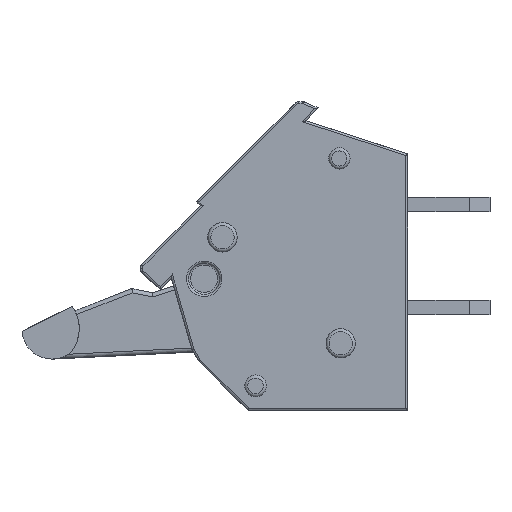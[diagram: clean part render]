
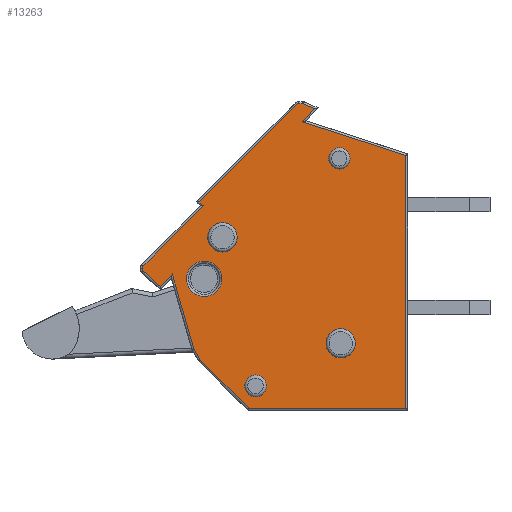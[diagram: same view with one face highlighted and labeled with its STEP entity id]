
A CAD part, left-side view. The second image highlights one B-rep face of the part: STEP entity #13263.
In plain terms, the highlighted planar face has unit normal (-1, 0, 0).
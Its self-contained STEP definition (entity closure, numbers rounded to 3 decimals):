
#86=FACE_BOUND('',#2121,.T.);
#87=FACE_BOUND('',#2122,.T.);
#88=FACE_BOUND('',#2123,.T.);
#89=FACE_BOUND('',#2124,.T.);
#90=FACE_BOUND('',#2125,.T.);
#1327=FACE_OUTER_BOUND('',#2120,.T.);
#2120=EDGE_LOOP('',(#11774,#11775,#11776,#11777,#11778,#11779,#11780,#11781,
#11782,#11783,#11784,#11785,#11786,#11787,#11788,#11789,#11790,#11791,#11792));
#2121=EDGE_LOOP('',(#11793));
#2122=EDGE_LOOP('',(#11794));
#2123=EDGE_LOOP('',(#11795));
#2124=EDGE_LOOP('',(#11796));
#2125=EDGE_LOOP('',(#11797));
#3520=LINE('',#22154,#4925);
#3521=LINE('',#22158,#4926);
#3522=LINE('',#22162,#4927);
#3523=LINE('',#22164,#4928);
#3524=LINE('',#22166,#4929);
#3525=LINE('',#22170,#4930);
#3526=LINE('',#22174,#4931);
#3527=LINE('',#22176,#4932);
#3528=LINE('',#22178,#4933);
#3529=LINE('',#22180,#4934);
#3530=LINE('',#22182,#4935);
#3531=LINE('',#22184,#4936);
#3532=LINE('',#22186,#4937);
#3533=LINE('',#22188,#4938);
#3534=LINE('',#22189,#4939);
#4925=VECTOR('',#18147,10.);
#4926=VECTOR('',#18150,10.);
#4927=VECTOR('',#18153,10.);
#4928=VECTOR('',#18154,10.);
#4929=VECTOR('',#18155,10.);
#4930=VECTOR('',#18158,10.);
#4931=VECTOR('',#18161,10.);
#4932=VECTOR('',#18162,10.);
#4933=VECTOR('',#18163,10.);
#4934=VECTOR('',#18164,10.);
#4935=VECTOR('',#18165,10.);
#4936=VECTOR('',#18166,10.);
#4937=VECTOR('',#18167,10.);
#4938=VECTOR('',#18168,10.);
#4939=VECTOR('',#18169,10.);
#5212=CIRCLE('',#14471,0.861);
#5216=CIRCLE('',#14477,0.15);
#5217=CIRCLE('',#14478,0.15);
#5218=CIRCLE('',#14479,0.15);
#5219=CIRCLE('',#14480,0.15);
#5220=CIRCLE('',#14481,0.715);
#5221=CIRCLE('',#14482,0.531);
#5222=CIRCLE('',#14483,0.518);
#5223=CIRCLE('',#14484,0.71);
#6341=VERTEX_POINT('',#22142);
#6344=VERTEX_POINT('',#22152);
#6345=VERTEX_POINT('',#22153);
#6346=VERTEX_POINT('',#22155);
#6347=VERTEX_POINT('',#22157);
#6348=VERTEX_POINT('',#22159);
#6349=VERTEX_POINT('',#22161);
#6350=VERTEX_POINT('',#22163);
#6351=VERTEX_POINT('',#22165);
#6352=VERTEX_POINT('',#22167);
#6353=VERTEX_POINT('',#22169);
#6354=VERTEX_POINT('',#22171);
#6355=VERTEX_POINT('',#22173);
#6356=VERTEX_POINT('',#22175);
#6357=VERTEX_POINT('',#22177);
#6358=VERTEX_POINT('',#22179);
#6359=VERTEX_POINT('',#22181);
#6360=VERTEX_POINT('',#22183);
#6361=VERTEX_POINT('',#22185);
#6362=VERTEX_POINT('',#22187);
#6363=VERTEX_POINT('',#22190);
#6364=VERTEX_POINT('',#22192);
#6365=VERTEX_POINT('',#22194);
#6366=VERTEX_POINT('',#22196);
#8160=EDGE_CURVE('',#6341,#6341,#5212,.T.);
#8165=EDGE_CURVE('',#6344,#6345,#3520,.T.);
#8166=EDGE_CURVE('',#6346,#6344,#5216,.T.);
#8167=EDGE_CURVE('',#6347,#6346,#3521,.T.);
#8168=EDGE_CURVE('',#6348,#6347,#5217,.T.);
#8169=EDGE_CURVE('',#6349,#6348,#3522,.T.);
#8170=EDGE_CURVE('',#6350,#6349,#3523,.T.);
#8171=EDGE_CURVE('',#6351,#6350,#3524,.T.);
#8172=EDGE_CURVE('',#6352,#6351,#5218,.T.);
#8173=EDGE_CURVE('',#6353,#6352,#3525,.T.);
#8174=EDGE_CURVE('',#6354,#6353,#5219,.T.);
#8175=EDGE_CURVE('',#6355,#6354,#3526,.T.);
#8176=EDGE_CURVE('',#6356,#6355,#3527,.T.);
#8177=EDGE_CURVE('',#6357,#6356,#3528,.T.);
#8178=EDGE_CURVE('',#6358,#6357,#3529,.T.);
#8179=EDGE_CURVE('',#6359,#6358,#3530,.T.);
#8180=EDGE_CURVE('',#6360,#6359,#3531,.T.);
#8181=EDGE_CURVE('',#6361,#6360,#3532,.T.);
#8182=EDGE_CURVE('',#6362,#6361,#3533,.T.);
#8183=EDGE_CURVE('',#6345,#6362,#3534,.T.);
#8184=EDGE_CURVE('',#6363,#6363,#5220,.T.);
#8185=EDGE_CURVE('',#6364,#6364,#5221,.T.);
#8186=EDGE_CURVE('',#6365,#6365,#5222,.T.);
#8187=EDGE_CURVE('',#6366,#6366,#5223,.T.);
#11774=ORIENTED_EDGE('',*,*,#8165,.F.);
#11775=ORIENTED_EDGE('',*,*,#8166,.F.);
#11776=ORIENTED_EDGE('',*,*,#8167,.F.);
#11777=ORIENTED_EDGE('',*,*,#8168,.F.);
#11778=ORIENTED_EDGE('',*,*,#8169,.F.);
#11779=ORIENTED_EDGE('',*,*,#8170,.F.);
#11780=ORIENTED_EDGE('',*,*,#8171,.F.);
#11781=ORIENTED_EDGE('',*,*,#8172,.F.);
#11782=ORIENTED_EDGE('',*,*,#8173,.F.);
#11783=ORIENTED_EDGE('',*,*,#8174,.F.);
#11784=ORIENTED_EDGE('',*,*,#8175,.F.);
#11785=ORIENTED_EDGE('',*,*,#8176,.F.);
#11786=ORIENTED_EDGE('',*,*,#8177,.F.);
#11787=ORIENTED_EDGE('',*,*,#8178,.F.);
#11788=ORIENTED_EDGE('',*,*,#8179,.F.);
#11789=ORIENTED_EDGE('',*,*,#8180,.F.);
#11790=ORIENTED_EDGE('',*,*,#8181,.F.);
#11791=ORIENTED_EDGE('',*,*,#8182,.F.);
#11792=ORIENTED_EDGE('',*,*,#8183,.F.);
#11793=ORIENTED_EDGE('',*,*,#8184,.T.);
#11794=ORIENTED_EDGE('',*,*,#8185,.T.);
#11795=ORIENTED_EDGE('',*,*,#8186,.T.);
#11796=ORIENTED_EDGE('',*,*,#8187,.T.);
#11797=ORIENTED_EDGE('',*,*,#8160,.F.);
#12531=PLANE('',#14476);
#13263=ADVANCED_FACE('',(#1327,#86,#87,#88,#89,#90),#12531,.T.);
#14471=AXIS2_PLACEMENT_3D('',#22143,#18134,#18135);
#14476=AXIS2_PLACEMENT_3D('',#22151,#18145,#18146);
#14477=AXIS2_PLACEMENT_3D('',#22156,#18148,#18149);
#14478=AXIS2_PLACEMENT_3D('',#22160,#18151,#18152);
#14479=AXIS2_PLACEMENT_3D('',#22168,#18156,#18157);
#14480=AXIS2_PLACEMENT_3D('',#22172,#18159,#18160);
#14481=AXIS2_PLACEMENT_3D('',#22191,#18170,#18171);
#14482=AXIS2_PLACEMENT_3D('',#22193,#18172,#18173);
#14483=AXIS2_PLACEMENT_3D('',#22195,#18174,#18175);
#14484=AXIS2_PLACEMENT_3D('',#22197,#18176,#18177);
#18134=DIRECTION('center_axis',(-1.,0.,0.));
#18135=DIRECTION('ref_axis',(0.,0.,-1.));
#18145=DIRECTION('center_axis',(-1.,0.,0.));
#18146=DIRECTION('ref_axis',(0.,0.,1.));
#18147=DIRECTION('',(0.,-0.924,-0.383));
#18148=DIRECTION('center_axis',(1.,0.,0.));
#18149=DIRECTION('ref_axis',(0.,-0.195,0.981));
#18150=DIRECTION('',(0.,-1.,0.));
#18151=DIRECTION('center_axis',(1.,0.,0.));
#18152=DIRECTION('ref_axis',(0.,0.383,0.924));
#18153=DIRECTION('',(0.,-0.706,0.708));
#18154=DIRECTION('',(0.,0.708,0.706));
#18155=DIRECTION('',(0.,-0.706,0.708));
#18156=DIRECTION('center_axis',(1.,0.,0.));
#18157=DIRECTION('ref_axis',(0.,0.924,0.382));
#18158=DIRECTION('',(0.,0.,1.));
#18159=DIRECTION('center_axis',(1.,0.,0.));
#18160=DIRECTION('ref_axis',(0.,0.915,-0.403));
#18161=DIRECTION('',(0.,0.737,0.676));
#18162=DIRECTION('',(0.,0.676,-0.737));
#18163=DIRECTION('',(0.,0.278,0.96));
#18164=DIRECTION('',(0.,0.504,0.864));
#18165=DIRECTION('',(0.,0.708,0.706));
#18166=DIRECTION('',(0.,1.,0.));
#18167=DIRECTION('',(0.,0.,-1.));
#18168=DIRECTION('',(0.,-0.951,-0.309));
#18169=DIRECTION('',(0.,0.676,-0.737));
#18170=DIRECTION('center_axis',(1.,0.,0.));
#18171=DIRECTION('ref_axis',(0.,0.,-1.));
#18172=DIRECTION('center_axis',(1.,0.,0.));
#18173=DIRECTION('ref_axis',(0.,0.,-1.));
#18174=DIRECTION('center_axis',(1.,0.,0.));
#18175=DIRECTION('ref_axis',(0.,0.,-1.));
#18176=DIRECTION('center_axis',(1.,0.,0.));
#18177=DIRECTION('ref_axis',(0.,0.,-1.));
#22142=CARTESIAN_POINT('',(-3.45,9.882,-0.244));
#22143=CARTESIAN_POINT('Origin',(-3.45,9.882,-1.105));
#22151=CARTESIAN_POINT('Origin',(-3.45,0.252,-1.222));
#22152=CARTESIAN_POINT('',(-3.45,5.062,7.389));
#22153=CARTESIAN_POINT('',(-3.45,4.514,7.161));
#22154=CARTESIAN_POINT('',(-3.45,1.146,5.763));
#22155=CARTESIAN_POINT('',(-3.45,5.119,7.4));
#22156=CARTESIAN_POINT('Origin',(-3.45,5.119,7.25));
#22157=CARTESIAN_POINT('',(-3.45,5.289,7.4));
#22158=CARTESIAN_POINT('',(-3.45,2.686,7.4));
#22159=CARTESIAN_POINT('',(-3.45,5.396,7.356));
#22160=CARTESIAN_POINT('Origin',(-3.45,5.289,7.25));
#22161=CARTESIAN_POINT('',(-3.45,10.113,2.627));
#22162=CARTESIAN_POINT('',(-3.45,6.257,6.492));
#22163=CARTESIAN_POINT('',(-3.45,9.93,2.444));
#22164=CARTESIAN_POINT('',(-3.45,6.715,-0.763));
#22165=CARTESIAN_POINT('',(-3.45,12.856,-0.489));
#22166=CARTESIAN_POINT('',(-3.45,8.468,3.91));
#22167=CARTESIAN_POINT('',(-3.45,12.9,-0.595));
#22168=CARTESIAN_POINT('Origin',(-3.45,12.75,-0.595));
#22169=CARTESIAN_POINT('',(-3.45,12.9,-0.623));
#22170=CARTESIAN_POINT('',(-3.45,12.9,-0.908));
#22171=CARTESIAN_POINT('',(-3.45,12.851,-0.733));
#22172=CARTESIAN_POINT('Origin',(-3.45,12.75,-0.623));
#22173=CARTESIAN_POINT('',(-3.45,12.013,-1.502));
#22174=CARTESIAN_POINT('',(-3.45,9.306,-3.983));
#22175=CARTESIAN_POINT('',(-3.45,11.436,-0.872));
#22176=CARTESIAN_POINT('',(-3.45,9.292,1.467));
#22177=CARTESIAN_POINT('',(-3.45,10.375,-4.532));
#22178=CARTESIAN_POINT('',(-3.45,10.931,-2.614));
#22179=CARTESIAN_POINT('',(-3.45,10.088,-5.023));
#22180=CARTESIAN_POINT('',(-3.45,9.812,-5.495));
#22181=CARTESIAN_POINT('',(-3.45,7.705,-7.4));
#22182=CARTESIAN_POINT('',(-3.45,8.578,-6.53));
#22183=CARTESIAN_POINT('',(-3.45,0.1,-7.4));
#22184=CARTESIAN_POINT('',(-3.45,0.376,-7.4));
#22185=CARTESIAN_POINT('',(-3.45,0.1,4.89));
#22186=CARTESIAN_POINT('',(-3.45,0.1,-4.361));
#22187=CARTESIAN_POINT('',(-3.45,5.104,6.518));
#22188=CARTESIAN_POINT('',(-3.45,-0.765,4.608));
#22189=CARTESIAN_POINT('',(-3.45,5.871,5.681));
#22190=CARTESIAN_POINT('',(-3.45,8.994,1.625));
#22191=CARTESIAN_POINT('Origin',(-3.45,8.994,0.909));
#22192=CARTESIAN_POINT('',(-3.45,7.388,-5.78));
#22193=CARTESIAN_POINT('Origin',(-3.45,7.388,-6.311));
#22194=CARTESIAN_POINT('',(-3.45,3.316,5.256));
#22195=CARTESIAN_POINT('Origin',(-3.45,3.316,4.738));
#22196=CARTESIAN_POINT('',(-3.45,3.252,-3.532));
#22197=CARTESIAN_POINT('Origin',(-3.45,3.252,-4.242));
